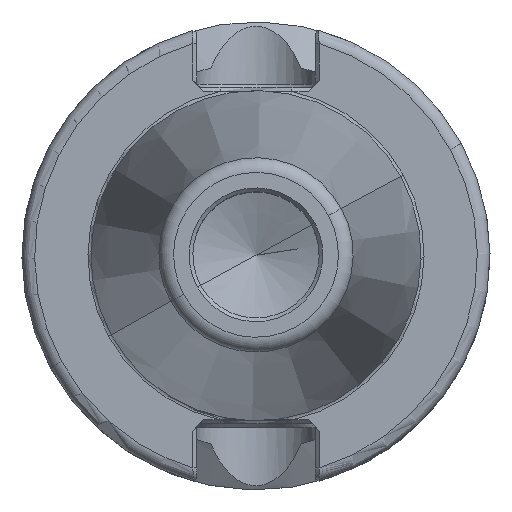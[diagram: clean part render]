
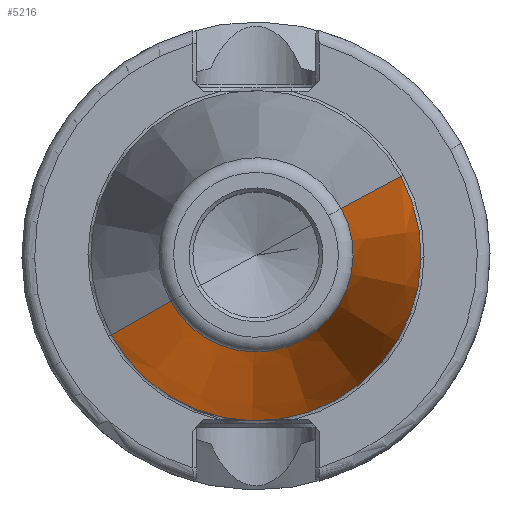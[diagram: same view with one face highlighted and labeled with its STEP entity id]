
A CAD part, top view. The second image highlights one B-rep face of the part: STEP entity #5216.
In plain terms, the highlighted conical face has half-angle 8.175 degrees and reference radius 13.076 mm.
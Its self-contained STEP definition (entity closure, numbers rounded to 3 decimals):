
#5150=AXIS2_PLACEMENT_3D('Circle Axis2P3D',#5148,#5149,$) ;
#5189=AXIS2_PLACEMENT_3D('Cone Axis2P3D',#5186,#5187,#5188) ;
#5193=AXIS2_PLACEMENT_3D('Circle Axis2P3D',#5191,#5192,$) ;
#5148=CARTESIAN_POINT('Axis2P3D Location',(0.,0.,0.)) ;
#5152=CARTESIAN_POINT('Vertex',(-19.504,-10.655,0.)) ;
#5154=CARTESIAN_POINT('Vertex',(19.504,10.655,0.)) ;
#5186=CARTESIAN_POINT('Axis2P3D Location',(0.,0.,63.684)) ;
#5191=CARTESIAN_POINT('Axis2P3D Location',(0.,0.,63.684)) ;
#5195=CARTESIAN_POINT('Vertex',(-11.476,-6.269,63.684)) ;
#5197=CARTESIAN_POINT('Vertex',(11.476,6.269,63.684)) ;
#5200=CARTESIAN_POINT('Line Origine',(-15.49,-8.462,31.842)) ;
#5205=CARTESIAN_POINT('Line Origine',(15.49,8.462,31.842)) ;
#5149=DIRECTION('Axis2P3D Direction',(0.,0.,1.)) ;
#5187=DIRECTION('Axis2P3D Direction',(0.,0.,-1.)) ;
#5188=DIRECTION('Axis2P3D XDirection',(-0.878,-0.479,0.)) ;
#5192=DIRECTION('Axis2P3D Direction',(0.,0.,-1.)) ;
#5201=DIRECTION('Vector Direction',(-0.125,-0.068,-0.99)) ;
#5206=DIRECTION('Vector Direction',(0.125,0.068,-0.99)) ;
#5202=VECTOR('Line Direction',#5201,1.) ;
#5207=VECTOR('Line Direction',#5206,1.) ;
#5211=ORIENTED_EDGE('',*,*,#5199,.F.) ;
#5212=ORIENTED_EDGE('',*,*,#5204,.T.) ;
#5213=ORIENTED_EDGE('',*,*,#5156,.T.) ;
#5214=ORIENTED_EDGE('',*,*,#5209,.F.) ;
#5216=ADVANCED_FACE('NO_CUT',(#5215),#5190,.T.) ;
#5151=CIRCLE('generated circle',#5150,22.225) ;
#5194=CIRCLE('generated circle',#5193,13.076) ;
#5190=CONICAL_SURFACE('Cone',#5189,13.076,0.143) ;
#5156=EDGE_CURVE('',#5153,#5155,#5151,.T.) ;
#5199=EDGE_CURVE('',#5196,#5198,#5194,.F.) ;
#5204=EDGE_CURVE('',#5196,#5153,#5203,.T.) ;
#5209=EDGE_CURVE('',#5198,#5155,#5208,.T.) ;
#5210=EDGE_LOOP('',(#5211,#5212,#5213,#5214)) ;
#5215=FACE_OUTER_BOUND('',#5210,.T.) ;
#5203=LINE('Line',#5200,#5202) ;
#5208=LINE('Line',#5205,#5207) ;
#5153=VERTEX_POINT('',#5152) ;
#5155=VERTEX_POINT('',#5154) ;
#5196=VERTEX_POINT('',#5195) ;
#5198=VERTEX_POINT('',#5197) ;
